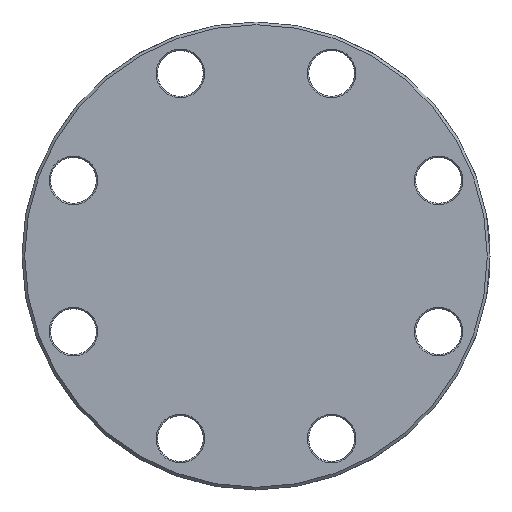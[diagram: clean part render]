
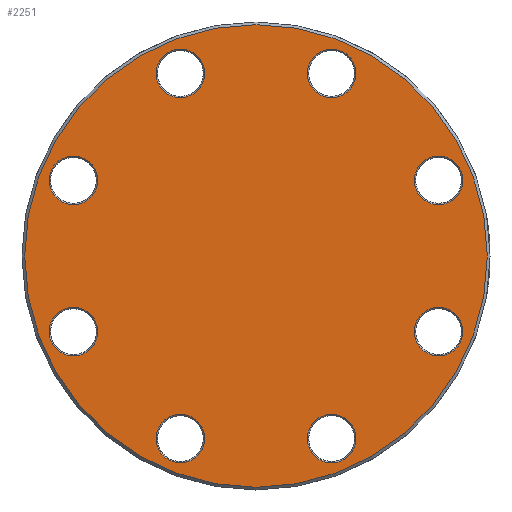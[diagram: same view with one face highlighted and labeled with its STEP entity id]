
A CAD part, front view. The second image highlights one B-rep face of the part: STEP entity #2251.
In plain terms, the highlighted planar face has unit normal (0, -1, 0).
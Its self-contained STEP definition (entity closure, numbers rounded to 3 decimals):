
#205=FACE_BOUND('',#406,.T.);
#206=FACE_BOUND('',#407,.T.);
#207=FACE_BOUND('',#408,.T.);
#208=FACE_BOUND('',#409,.T.);
#209=FACE_BOUND('',#410,.T.);
#210=FACE_BOUND('',#411,.T.);
#211=FACE_BOUND('',#412,.T.);
#212=FACE_BOUND('',#413,.T.);
#228=PLANE('',#2407);
#275=FACE_OUTER_BOUND('',#405,.T.);
#405=EDGE_LOOP('',(#1528));
#406=EDGE_LOOP('',(#1529));
#407=EDGE_LOOP('',(#1530));
#408=EDGE_LOOP('',(#1531));
#409=EDGE_LOOP('',(#1532));
#410=EDGE_LOOP('',(#1533));
#411=EDGE_LOOP('',(#1534));
#412=EDGE_LOOP('',(#1535));
#413=EDGE_LOOP('',(#1536));
#843=CIRCLE('',#2406,42.35);
#844=CIRCLE('',#2408,4.45);
#845=CIRCLE('',#2409,4.45);
#846=CIRCLE('',#2410,4.45);
#847=CIRCLE('',#2411,4.45);
#848=CIRCLE('',#2412,4.45);
#849=CIRCLE('',#2413,4.45);
#850=CIRCLE('',#2414,4.45);
#851=CIRCLE('',#2415,4.45);
#940=VERTEX_POINT('',#3186);
#941=VERTEX_POINT('',#3190);
#942=VERTEX_POINT('',#3192);
#943=VERTEX_POINT('',#3194);
#944=VERTEX_POINT('',#3196);
#945=VERTEX_POINT('',#3198);
#946=VERTEX_POINT('',#3200);
#947=VERTEX_POINT('',#3202);
#948=VERTEX_POINT('',#3204);
#1173=EDGE_CURVE('',#940,#940,#843,.T.);
#1174=EDGE_CURVE('',#941,#941,#844,.T.);
#1175=EDGE_CURVE('',#942,#942,#845,.T.);
#1176=EDGE_CURVE('',#943,#943,#846,.T.);
#1177=EDGE_CURVE('',#944,#944,#847,.T.);
#1178=EDGE_CURVE('',#945,#945,#848,.T.);
#1179=EDGE_CURVE('',#946,#946,#849,.T.);
#1180=EDGE_CURVE('',#947,#947,#850,.T.);
#1181=EDGE_CURVE('',#948,#948,#851,.T.);
#1528=ORIENTED_EDGE('',*,*,#1173,.F.);
#1529=ORIENTED_EDGE('',*,*,#1174,.F.);
#1530=ORIENTED_EDGE('',*,*,#1175,.F.);
#1531=ORIENTED_EDGE('',*,*,#1176,.F.);
#1532=ORIENTED_EDGE('',*,*,#1177,.F.);
#1533=ORIENTED_EDGE('',*,*,#1178,.F.);
#1534=ORIENTED_EDGE('',*,*,#1179,.F.);
#1535=ORIENTED_EDGE('',*,*,#1180,.F.);
#1536=ORIENTED_EDGE('',*,*,#1181,.F.);
#2251=ADVANCED_FACE('',(#275,#205,#206,#207,#208,#209,#210,#211,#212),#228,
 .T.);
#2406=AXIS2_PLACEMENT_3D('',#3188,#2623,#2624);
#2407=AXIS2_PLACEMENT_3D('',#3189,#2625,#2626);
#2408=AXIS2_PLACEMENT_3D('',#3191,#2627,#2628);
#2409=AXIS2_PLACEMENT_3D('',#3193,#2629,#2630);
#2410=AXIS2_PLACEMENT_3D('',#3195,#2631,#2632);
#2411=AXIS2_PLACEMENT_3D('',#3197,#2633,#2634);
#2412=AXIS2_PLACEMENT_3D('',#3199,#2635,#2636);
#2413=AXIS2_PLACEMENT_3D('',#3201,#2637,#2638);
#2414=AXIS2_PLACEMENT_3D('',#3203,#2639,#2640);
#2415=AXIS2_PLACEMENT_3D('',#3205,#2641,#2642);
#2623=DIRECTION('center_axis',(0.,1.,0.));
#2624=DIRECTION('ref_axis',(1.,0.,0.));
#2625=DIRECTION('center_axis',(0.,-1.,0.));
#2626=DIRECTION('ref_axis',(0.,0.,-1.));
#2627=DIRECTION('center_axis',(0.,-1.,0.));
#2628=DIRECTION('ref_axis',(0.707,0.,0.707));
#2629=DIRECTION('center_axis',(0.,-1.,0.));
#2630=DIRECTION('ref_axis',(-0.707,0.,0.707));
#2631=DIRECTION('center_axis',(0.,-1.,0.));
#2632=DIRECTION('ref_axis',(-0.707,0.,-0.707));
#2633=DIRECTION('center_axis',(0.,-1.,0.));
#2634=DIRECTION('ref_axis',(0.707,0.,-0.707));
#2635=DIRECTION('center_axis',(0.,-1.,0.));
#2636=DIRECTION('ref_axis',(1.,0.,0.));
#2637=DIRECTION('center_axis',(0.,-1.,0.));
#2638=DIRECTION('ref_axis',(0.,0.,-1.));
#2639=DIRECTION('center_axis',(0.,-1.,0.));
#2640=DIRECTION('ref_axis',(-1.,0.,0.));
#2641=DIRECTION('center_axis',(0.,-1.,0.));
#2642=DIRECTION('ref_axis',(0.,0.,1.));
#3186=CARTESIAN_POINT('',(-42.35,0.,0.));
#3188=CARTESIAN_POINT('Origin',(0.,0.,0.));
#3189=CARTESIAN_POINT('Origin',(-42.85,0.,0.));
#3190=CARTESIAN_POINT('',(30.293,0.,10.705));
#3191=CARTESIAN_POINT('Origin',(33.44,0.,13.851));
#3192=CARTESIAN_POINT('',(-10.705,0.,30.293));
#3193=CARTESIAN_POINT('Origin',(-13.851,0.,33.44));
#3194=CARTESIAN_POINT('',(-30.293,0.,-10.705));
#3195=CARTESIAN_POINT('Origin',(-33.44,0.,-13.851));
#3196=CARTESIAN_POINT('',(10.705,0.,-30.293));
#3197=CARTESIAN_POINT('Origin',(13.851,0.,-33.44));
#3198=CARTESIAN_POINT('',(28.99,0.,-13.851));
#3199=CARTESIAN_POINT('Origin',(33.44,0.,-13.851));
#3200=CARTESIAN_POINT('',(-13.851,0.,-28.99));
#3201=CARTESIAN_POINT('Origin',(-13.851,0.,-33.44));
#3202=CARTESIAN_POINT('',(-28.99,0.,13.851));
#3203=CARTESIAN_POINT('Origin',(-33.44,0.,13.851));
#3204=CARTESIAN_POINT('',(13.851,0.,28.99));
#3205=CARTESIAN_POINT('Origin',(13.851,0.,33.44));
